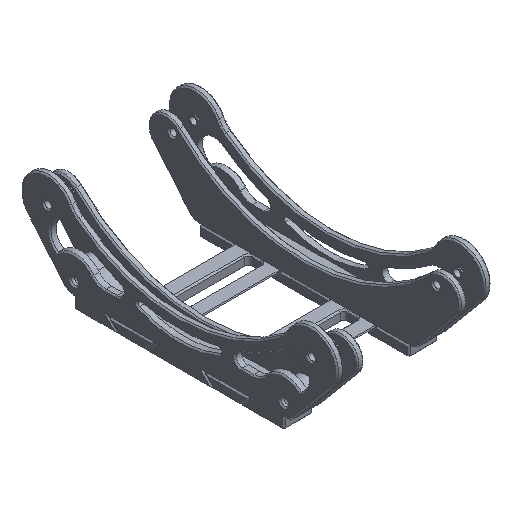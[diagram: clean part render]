
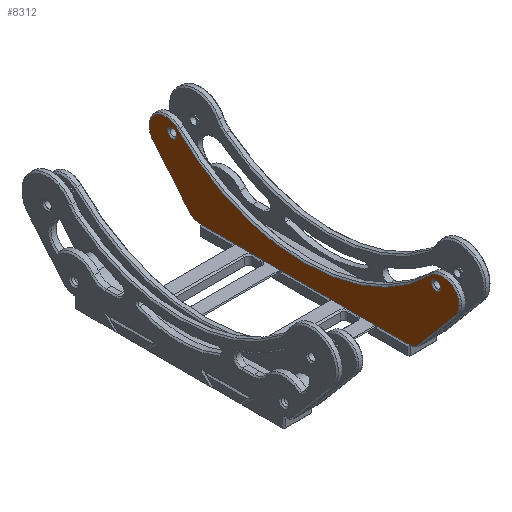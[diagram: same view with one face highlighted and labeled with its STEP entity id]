
A CAD part, isometric view. The second image highlights one B-rep face of the part: STEP entity #8312.
In plain terms, the highlighted planar face has unit normal (-1, 0, 0).
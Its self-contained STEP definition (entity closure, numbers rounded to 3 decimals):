
#45=FACE_BOUND('',#1467,.T.);
#46=FACE_BOUND('',#1468,.T.);
#327=CIRCLE('',#8962,9.);
#329=CIRCLE('',#8966,12.538);
#331=CIRCLE('',#8969,135.4);
#333=CIRCLE('',#8972,12.538);
#335=CIRCLE('',#8976,9.);
#340=CIRCLE('',#8987,3.6);
#341=CIRCLE('',#8988,3.6);
#900=FACE_OUTER_BOUND('',#1466,.T.);
#1466=EDGE_LOOP('',(#6157,#6158,#6159,#6160,#6161,#6162,#6163,#6164));
#1467=EDGE_LOOP('',(#6165));
#1468=EDGE_LOOP('',(#6166));
#2131=LINE('',#12996,#2949);
#2137=LINE('',#13020,#2955);
#2140=LINE('',#13029,#2958);
#2949=VECTOR('',#10366,10.);
#2955=VECTOR('',#10392,10.);
#2958=VECTOR('',#10403,10.);
#3742=VERTEX_POINT('',#12985);
#3743=VERTEX_POINT('',#12987);
#3746=VERTEX_POINT('',#12994);
#3748=VERTEX_POINT('',#13000);
#3750=VERTEX_POINT('',#13006);
#3752=VERTEX_POINT('',#13012);
#3754=VERTEX_POINT('',#13018);
#3756=VERTEX_POINT('',#13024);
#3762=VERTEX_POINT('',#13050);
#3763=VERTEX_POINT('',#13052);
#4577=EDGE_CURVE('',#3742,#3743,#327,.T.);
#4581=EDGE_CURVE('',#3746,#3742,#2131,.T.);
#4584=EDGE_CURVE('',#3748,#3746,#329,.T.);
#4587=EDGE_CURVE('',#3750,#3748,#331,.T.);
#4590=EDGE_CURVE('',#3752,#3750,#333,.T.);
#4593=EDGE_CURVE('',#3754,#3752,#2137,.T.);
#4596=EDGE_CURVE('',#3756,#3754,#335,.T.);
#4598=EDGE_CURVE('',#3743,#3756,#2140,.T.);
#4609=EDGE_CURVE('',#3762,#3762,#340,.T.);
#4610=EDGE_CURVE('',#3763,#3763,#341,.T.);
#6157=ORIENTED_EDGE('',*,*,#4577,.F.);
#6158=ORIENTED_EDGE('',*,*,#4581,.F.);
#6159=ORIENTED_EDGE('',*,*,#4584,.F.);
#6160=ORIENTED_EDGE('',*,*,#4587,.F.);
#6161=ORIENTED_EDGE('',*,*,#4590,.F.);
#6162=ORIENTED_EDGE('',*,*,#4593,.F.);
#6163=ORIENTED_EDGE('',*,*,#4596,.F.);
#6164=ORIENTED_EDGE('',*,*,#4598,.F.);
#6165=ORIENTED_EDGE('',*,*,#4609,.F.);
#6166=ORIENTED_EDGE('',*,*,#4610,.F.);
#7943=PLANE('',#8986);
#8312=ADVANCED_FACE('',(#900,#45,#46),#7943,.T.);
#8962=AXIS2_PLACEMENT_3D('',#12988,#10358,#10359);
#8966=AXIS2_PLACEMENT_3D('',#13002,#10371,#10372);
#8969=AXIS2_PLACEMENT_3D('',#13008,#10378,#10379);
#8972=AXIS2_PLACEMENT_3D('',#13014,#10385,#10386);
#8976=AXIS2_PLACEMENT_3D('',#13026,#10397,#10398);
#8986=AXIS2_PLACEMENT_3D('',#13049,#10425,#10426);
#8987=AXIS2_PLACEMENT_3D('',#13051,#10427,#10428);
#8988=AXIS2_PLACEMENT_3D('',#13053,#10429,#10430);
#10358=DIRECTION('center_axis',(1.,0.,0.));
#10359=DIRECTION('ref_axis',(0.,0.,-1.));
#10366=DIRECTION('',(0.,0.643,-0.766));
#10371=DIRECTION('center_axis',(1.,0.,0.));
#10372=DIRECTION('ref_axis',(0.,-0.766,-0.643));
#10378=DIRECTION('center_axis',(-1.,0.,0.));
#10379=DIRECTION('ref_axis',(0.,-1.,0.));
#10385=DIRECTION('center_axis',(1.,0.,0.));
#10386=DIRECTION('ref_axis',(0.,-0.71,0.704));
#10392=DIRECTION('',(0.,0.643,0.766));
#10397=DIRECTION('center_axis',(1.,0.,0.));
#10398=DIRECTION('ref_axis',(0.,0.766,-0.643));
#10403=DIRECTION('',(0.,1.,0.));
#10425=DIRECTION('center_axis',(-1.,0.,0.));
#10426=DIRECTION('ref_axis',(0.,1.,0.));
#10427=DIRECTION('center_axis',(-1.,0.,0.));
#10428=DIRECTION('ref_axis',(0.,1.,0.));
#10429=DIRECTION('center_axis',(-1.,0.,0.));
#10430=DIRECTION('ref_axis',(0.,1.,0.));
#12985=CARTESIAN_POINT('',(95.5,-86.487,-145.785));
#12987=CARTESIAN_POINT('',(95.5,-79.592,-149.));
#12988=CARTESIAN_POINT('Origin',(95.5,-79.592,-140.));
#12994=CARTESIAN_POINT('',(95.5,-114.61,-112.269));
#12996=CARTESIAN_POINT('',(95.5,-74.885,-159.611));
#13000=CARTESIAN_POINT('',(95.5,-96.106,-95.377));
#13002=CARTESIAN_POINT('Origin',(95.5,-105.006,-104.209));
#13006=CARTESIAN_POINT('',(95.5,96.106,-95.377));
#13008=CARTESIAN_POINT('Origin',(95.5,0.,0.));
#13012=CARTESIAN_POINT('',(95.5,114.61,-112.269));
#13014=CARTESIAN_POINT('Origin',(95.5,105.006,-104.209));
#13018=CARTESIAN_POINT('',(95.5,86.487,-145.785));
#13020=CARTESIAN_POINT('',(95.5,88.947,-142.853));
#13024=CARTESIAN_POINT('',(95.5,79.592,-149.));
#13026=CARTESIAN_POINT('Origin',(95.5,79.592,-140.));
#13029=CARTESIAN_POINT('',(95.5,39.796,-149.));
#13049=CARTESIAN_POINT('Origin',(95.5,0.,-120.335));
#13050=CARTESIAN_POINT('',(95.5,-103.656,-100.056));
#13051=CARTESIAN_POINT('Origin',(95.5,-100.056,-100.056));
#13052=CARTESIAN_POINT('',(95.5,96.456,-100.056));
#13053=CARTESIAN_POINT('Origin',(95.5,100.056,-100.056));
